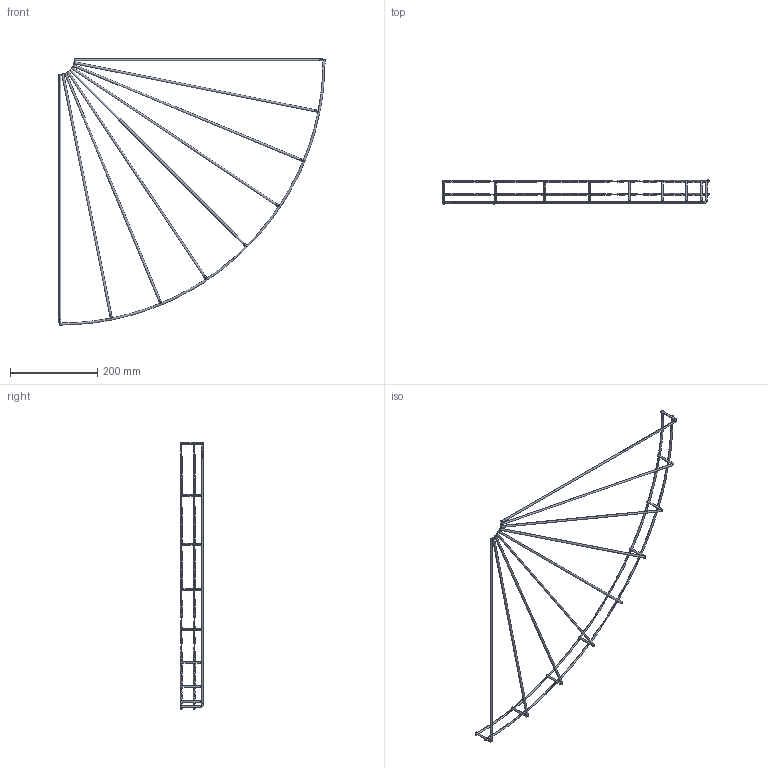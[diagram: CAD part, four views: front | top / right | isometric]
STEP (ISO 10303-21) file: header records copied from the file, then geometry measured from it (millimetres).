
FILE_DESCRIPTION (( 'STEP AP214' ), '1' );
FILE_NAME ('6002679_KSTP1.stp', '2018-09-26T06:59:30', ( '' ), ( '' ), 'SwSTEP 2.0', 'SolidWorks 2016', '' );
FILE_SCHEMA (( 'AUTOMOTIVE_DESIGN' ));
Length unit declared in the file: millimetre
Products named in the file (1): 6002679_KSTP1
Bounding box: 610.55 x 54.1 x 610.55 mm (x, y, z)
Volume: 129358.9 mm3; surface area: 110148 mm2
Topology: 1 solids, 1 shells, 88 faces, 288 edges, 186 vertices
Faces by surface type: cylinder 44, torus 22, plane 22
Entity records: 4124 total; most frequent: CARTESIAN_POINT 1647, ORIENTED_EDGE 576, DIRECTION 496, EDGE_CURVE 288, AXIS2_PLACEMENT_3D 217, VERTEX_POINT 186, CIRCLE 128, FACE_OUTER_BOUND 88
